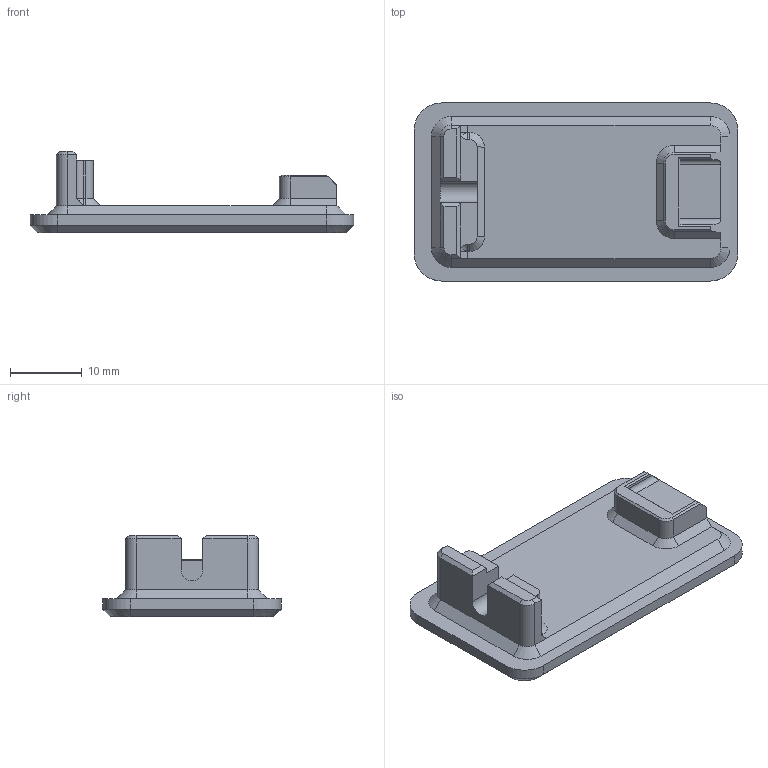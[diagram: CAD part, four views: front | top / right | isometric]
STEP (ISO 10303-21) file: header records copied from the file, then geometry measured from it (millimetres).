
FILE_DESCRIPTION(/* description */ (''),/* implementation_level */ '2;1');
FILE_NAME(/* name */ 'QMKeybox_Lid_LongPM.step',/* time_stamp */ '2025-11-13T21:38:04Z',/* author */ (''),/* organization */ (''),/* preprocessor_version */ 'ST-DEVELOPER v20.1',/* originating_system */ 'Autodesk Translation Framework v14.21.0.0',/* authorisation */ '');
FILE_SCHEMA (('AUTOMOTIVE_DESIGN { 1 0 10303 214 3 1 1 }'));
Length unit declared in the file: millimetre
Products named in the file (1): Pro Micro USB-C Box
Bounding box: 45 x 24.75 x 11.3 mm (x, y, z)
Volume: 4352.7 mm3; surface area: 3751.2 mm2
Topology: 1 solids, 14 shells, 165 faces, 362 edges, 224 vertices
Faces by surface type: plane 100, cylinder 47, cone 18
Full cylindrical faces by diameter (mm): 2 x10, 5.5 x10
Entity records: 4542 total; most frequent: DIRECTION 804, CARTESIAN_POINT 750, ORIENTED_EDGE 720, EDGE_CURVE 360, AXIS2_PLACEMENT_3D 278, LINE 248, VECTOR 248, VERTEX_POINT 224
